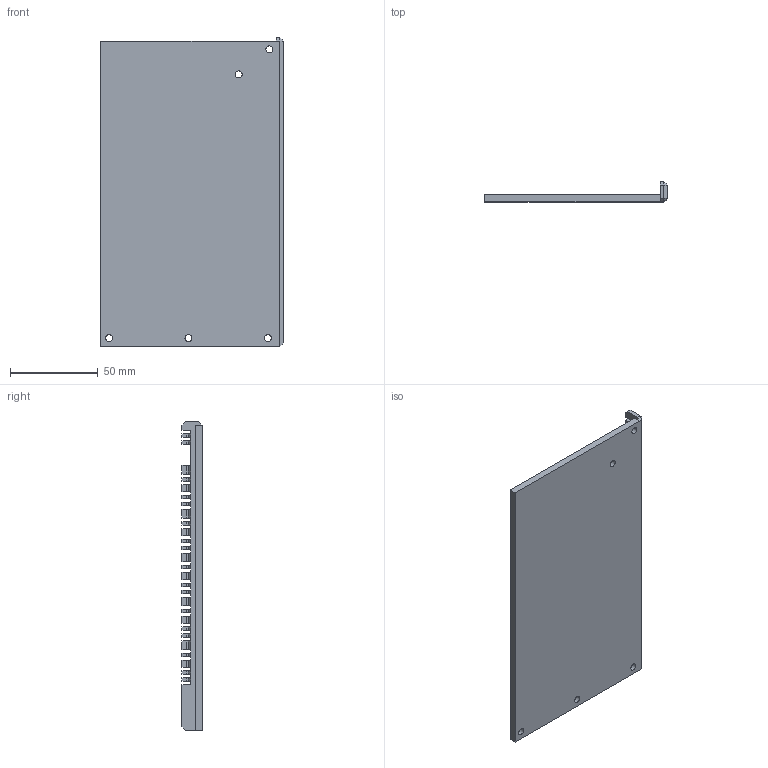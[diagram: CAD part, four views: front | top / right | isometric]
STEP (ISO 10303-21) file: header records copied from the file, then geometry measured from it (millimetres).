
FILE_DESCRIPTION(/* description */ ('STEP AP242','CAx-IF Rec.Pracs.---Representation and Presentation of Product Manufacturing Information (PMI)---4.0---2014-10-13','CAx-IF Rec.Pracs.---3D Tessellated Geometry---0.4---2014-09-14','2;1'),/* implementation_level */ '2;1');
FILE_NAME(/* name */ '689ba03585313768c7b8b0d5',/* time_stamp */ '2025-08-12T20:12:38Z',/* author */ (''),/* organization */ (''),/* preprocessor_version */ 'ST-DEVELOPER v20',/* originating_system */ 'ONSHAPE BY PTC INC, 1.202',/* authorisation */ ' ');
FILE_SCHEMA (('AP242_MANAGED_MODEL_BASED_3D_ENGINEERING_MIM_LF { 1 0 10303 442 1 1 4 }'));
Length unit declared in the file: metre
Products named in the file (1): Right Side Bottom
Bounding box: 104 x 11.5 x 176 mm (x, y, z)
Volume: 43120.6 mm3; surface area: 42377.2 mm2
Topology: 1 solids, 1 shells, 265 faces, 712 edges, 453 vertices
Faces by surface type: plane 253, cylinder 12
Full cylindrical faces by diameter (mm): 4 x5, 7.5 x1
Entity records: 8062 total; most frequent: CARTESIAN_POINT 1425, ORIENTED_EDGE 1412, DIRECTION 1262, EDGE_CURVE 706, LINE 682, VECTOR 682, VERTEX_POINT 453, AXIS2_PLACEMENT_3D 290
